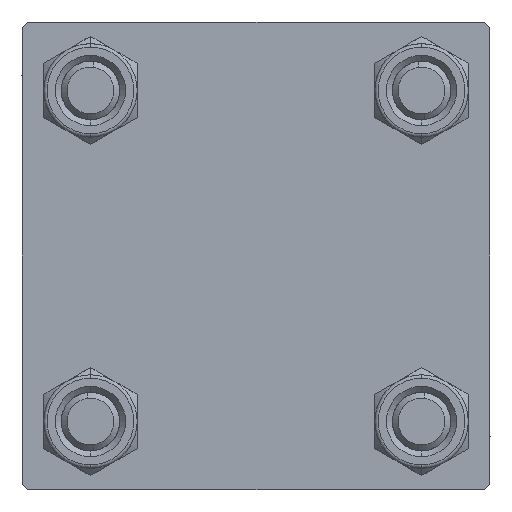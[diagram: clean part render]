
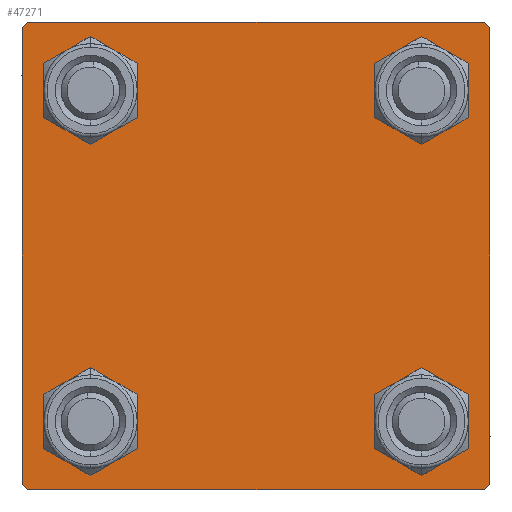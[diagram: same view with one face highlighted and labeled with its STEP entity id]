
A CAD part, left-side view. The second image highlights one B-rep face of the part: STEP entity #47271.
In plain terms, the highlighted planar face has unit normal (-1, 0, 0).
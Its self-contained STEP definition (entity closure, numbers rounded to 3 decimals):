
#870 = DIRECTION ( 'NONE',  ( 1., 0., 0. ) ) ;
#1167 = CIRCLE ( 'NONE', #6858, 3. ) ;
#1225 = VERTEX_POINT ( 'NONE', #45335 ) ;
#2665 = VERTEX_POINT ( 'NONE', #37112 ) ;
#2830 = CARTESIAN_POINT ( 'NONE',  ( 0., -14.15, 14.15 ) ) ;
#3827 = VERTEX_POINT ( 'NONE', #27303 ) ;
#3829 = LINE ( 'NONE', #19326, #37921 ) ;
#4148 = CARTESIAN_POINT ( 'NONE',  ( 0., -20., -19.5 ) ) ;
#4336 = VECTOR ( 'NONE', #39500, 1000. ) ;
#4415 = FACE_OUTER_BOUND ( 'NONE', #43818, .T. ) ;
#4621 = ORIENTED_EDGE ( 'NONE', *, *, #31757, .T. ) ;
#4864 = DIRECTION ( 'NONE',  ( 0., 0., 1. ) ) ;
#5204 = AXIS2_PLACEMENT_3D ( 'NONE', #8175, #23675, #4864 ) ;
#5235 = LINE ( 'NONE', #47654, #48982 ) ;
#5244 = LINE ( 'NONE', #47409, #16567 ) ;
#5530 = ORIENTED_EDGE ( 'NONE', *, *, #14736, .T. ) ;
#5729 = DIRECTION ( 'NONE',  ( 0., 0., 1. ) ) ;
#5834 = EDGE_CURVE ( 'NONE', #31723, #28115, #23006, .T. ) ;
#6355 = CARTESIAN_POINT ( 'NONE',  ( 0., -14.15, 17.15 ) ) ;
#6587 = DIRECTION ( 'NONE',  ( 0., 0., 1. ) ) ;
#6662 = CARTESIAN_POINT ( 'NONE',  ( 0., 14.15, 11.15 ) ) ;
#6858 = AXIS2_PLACEMENT_3D ( 'NONE', #2830, #44476, #9681 ) ;
#7289 = VERTEX_POINT ( 'NONE', #49692 ) ;
#7401 = DIRECTION ( 'NONE',  ( 1., 0., 0. ) ) ;
#7873 = EDGE_LOOP ( 'NONE', ( #40904, #13706 ) ) ;
#8053 = DIRECTION ( 'NONE',  ( 0., 0.707, -0.707 ) ) ;
#8130 = CARTESIAN_POINT ( 'NONE',  ( 0., -19.5, 20. ) ) ;
#8175 = CARTESIAN_POINT ( 'NONE',  ( 0., 14.15, 14.15 ) ) ;
#8426 = EDGE_LOOP ( 'NONE', ( #44431, #34998 ) ) ;
#8441 = VERTEX_POINT ( 'NONE', #9471 ) ;
#8628 = AXIS2_PLACEMENT_3D ( 'NONE', #24984, #870, #16366 ) ;
#8759 = VERTEX_POINT ( 'NONE', #30009 ) ;
#9108 = LINE ( 'NONE', #46968, #45747 ) ;
#9442 = ORIENTED_EDGE ( 'NONE', *, *, #10042, .T. ) ;
#9471 = CARTESIAN_POINT ( 'NONE',  ( 0., 14.15, -11.15 ) ) ;
#9681 = DIRECTION ( 'NONE',  ( 0., 0., 1. ) ) ;
#9722 = CARTESIAN_POINT ( 'NONE',  ( 0., 20., -20. ) ) ;
#10042 = EDGE_CURVE ( 'NONE', #7289, #3827, #14092, .T. ) ;
#10989 = VERTEX_POINT ( 'NONE', #26903 ) ;
#11248 = CIRCLE ( 'NONE', #48575, 3. ) ;
#11455 = EDGE_LOOP ( 'NONE', ( #9442, #11554 ) ) ;
#11526 = AXIS2_PLACEMENT_3D ( 'NONE', #45940, #34758, #27156 ) ;
#11554 = ORIENTED_EDGE ( 'NONE', *, *, #29939, .T. ) ;
#11865 = CARTESIAN_POINT ( 'NONE',  ( 0., 19.75, 19.75 ) ) ;
#12115 = LINE ( 'NONE', #11865, #40072 ) ;
#12532 = FACE_BOUND ( 'NONE', #25795, .T. ) ;
#12594 = CARTESIAN_POINT ( 'NONE',  ( 0., 14.15, 14.15 ) ) ;
#13030 = PLANE ( 'NONE',  #48146 ) ;
#13062 = VERTEX_POINT ( 'NONE', #6662 ) ;
#13114 = VERTEX_POINT ( 'NONE', #19337 ) ;
#13540 = CARTESIAN_POINT ( 'NONE',  ( 0., -14.15, 11.15 ) ) ;
#13706 = ORIENTED_EDGE ( 'NONE', *, *, #30865, .T. ) ;
#14092 = CIRCLE ( 'NONE', #11526, 3. ) ;
#14213 = EDGE_CURVE ( 'NONE', #10989, #28115, #9108, .T. ) ;
#14736 = EDGE_CURVE ( 'NONE', #31723, #2665, #12115, .T. ) ;
#15133 = EDGE_CURVE ( 'NONE', #49248, #42625, #1167, .T. ) ;
#16366 = DIRECTION ( 'NONE',  ( 0., 0., 1. ) ) ;
#16567 = VECTOR ( 'NONE', #46905, 1000. ) ;
#16914 = DIRECTION ( 'NONE',  ( 0., 0., 1. ) ) ;
#18027 = DIRECTION ( 'NONE',  ( 1., 0., 0. ) ) ;
#18632 = ORIENTED_EDGE ( 'NONE', *, *, #5834, .F. ) ;
#18897 = DIRECTION ( 'NONE',  ( 1., 0., 0. ) ) ;
#19011 = CARTESIAN_POINT ( 'NONE',  ( 0., -14.15, -14.15 ) ) ;
#19149 = DIRECTION ( 'NONE',  ( 0., 0., 1. ) ) ;
#19326 = CARTESIAN_POINT ( 'NONE',  ( 0., -19.75, -19.75 ) ) ;
#19337 = CARTESIAN_POINT ( 'NONE',  ( 0., 14.15, 17.15 ) ) ;
#19490 = CIRCLE ( 'NONE', #29252, 3. ) ;
#20152 = FACE_BOUND ( 'NONE', #8426, .T. ) ;
#20666 = FACE_BOUND ( 'NONE', #7873, .T. ) ;
#21740 = CARTESIAN_POINT ( 'NONE',  ( 0., 14.15, -14.15 ) ) ;
#22438 = AXIS2_PLACEMENT_3D ( 'NONE', #21740, #7401, #5729 ) ;
#22480 = CARTESIAN_POINT ( 'NONE',  ( 0., 19.5, 20. ) ) ;
#23006 = LINE ( 'NONE', #31106, #4336 ) ;
#23483 = LINE ( 'NONE', #45831, #38887 ) ;
#23578 = EDGE_CURVE ( 'NONE', #8441, #8759, #45953, .T. ) ;
#23675 = DIRECTION ( 'NONE',  ( 1., 0., 0. ) ) ;
#24034 = DIRECTION ( 'NONE',  ( 1., 0., 0. ) ) ;
#24434 = EDGE_CURVE ( 'NONE', #42625, #49248, #32150, .T. ) ;
#24984 = CARTESIAN_POINT ( 'NONE',  ( 0., -14.15, 14.15 ) ) ;
#25228 = DIRECTION ( 'NONE',  ( 0., -1., 0. ) ) ;
#25795 = EDGE_LOOP ( 'NONE', ( #27869, #46520 ) ) ;
#26697 = EDGE_CURVE ( 'NONE', #1225, #39548, #3829, .T. ) ;
#26903 = CARTESIAN_POINT ( 'NONE',  ( 0., -20., 19.5 ) ) ;
#27156 = DIRECTION ( 'NONE',  ( 0., 0., 1. ) ) ;
#27303 = CARTESIAN_POINT ( 'NONE',  ( 0., -14.15, -17.15 ) ) ;
#27869 = ORIENTED_EDGE ( 'NONE', *, *, #40065, .T. ) ;
#28115 = VERTEX_POINT ( 'NONE', #8130 ) ;
#28534 = FACE_BOUND ( 'NONE', #11455, .T. ) ;
#28826 = ORIENTED_EDGE ( 'NONE', *, *, #14213, .T. ) ;
#29252 = AXIS2_PLACEMENT_3D ( 'NONE', #12594, #24034, #16914 ) ;
#29939 = EDGE_CURVE ( 'NONE', #3827, #7289, #11248, .T. ) ;
#30009 = CARTESIAN_POINT ( 'NONE',  ( 0., 14.15, -17.15 ) ) ;
#30865 = EDGE_CURVE ( 'NONE', #8759, #8441, #35622, .T. ) ;
#31106 = CARTESIAN_POINT ( 'NONE',  ( 0., 20., 20. ) ) ;
#31723 = VERTEX_POINT ( 'NONE', #22480 ) ;
#31757 = EDGE_CURVE ( 'NONE', #2665, #35841, #23483, .T. ) ;
#32150 = CIRCLE ( 'NONE', #8628, 3. ) ;
#32493 = VECTOR ( 'NONE', #25228, 1000. ) ;
#32836 = LINE ( 'NONE', #9722, #32493 ) ;
#34386 = CARTESIAN_POINT ( 'NONE',  ( 0., 14.15, -14.15 ) ) ;
#34758 = DIRECTION ( 'NONE',  ( 1., 0., 0. ) ) ;
#34810 = DIRECTION ( 'NONE',  ( 0., -0.707, 0.707 ) ) ;
#34998 = ORIENTED_EDGE ( 'NONE', *, *, #15133, .T. ) ;
#35393 = DIRECTION ( 'NONE',  ( -1., 0., 0. ) ) ;
#35458 = DIRECTION ( 'NONE',  ( 0., -0.707, -0.707 ) ) ;
#35622 = CIRCLE ( 'NONE', #47786, 3. ) ;
#35632 = ORIENTED_EDGE ( 'NONE', *, *, #26697, .T. ) ;
#35841 = VERTEX_POINT ( 'NONE', #49212 ) ;
#36251 = ORIENTED_EDGE ( 'NONE', *, *, #48063, .T. ) ;
#37112 = CARTESIAN_POINT ( 'NONE',  ( 0., 20., 19.5 ) ) ;
#37921 = VECTOR ( 'NONE', #34810, 1000. ) ;
#38223 = CARTESIAN_POINT ( 'NONE',  ( 0., 19.5, -20. ) ) ;
#38446 = ORIENTED_EDGE ( 'NONE', *, *, #48879, .F. ) ;
#38887 = VECTOR ( 'NONE', #38965, 1000. ) ;
#38965 = DIRECTION ( 'NONE',  ( 0., 0., -1. ) ) ;
#39500 = DIRECTION ( 'NONE',  ( 0., -1., 0. ) ) ;
#39548 = VERTEX_POINT ( 'NONE', #4148 ) ;
#40065 = EDGE_CURVE ( 'NONE', #13114, #13062, #19490, .T. ) ;
#40072 = VECTOR ( 'NONE', #8053, 1000. ) ;
#40089 = CIRCLE ( 'NONE', #5204, 3. ) ;
#40608 = EDGE_CURVE ( 'NONE', #49845, #1225, #32836, .T. ) ;
#40904 = ORIENTED_EDGE ( 'NONE', *, *, #23578, .T. ) ;
#42625 = VERTEX_POINT ( 'NONE', #6355 ) ;
#43154 = DIRECTION ( 'NONE',  ( 0., 0.707, 0.707 ) ) ;
#43760 = DIRECTION ( 'NONE',  ( 0., 0., 1. ) ) ;
#43818 = EDGE_LOOP ( 'NONE', ( #4621, #36251, #49997, #35632, #38446, #28826, #18632, #5530 ) ) ;
#44012 = CARTESIAN_POINT ( 'NONE',  ( 0., 0., 0. ) ) ;
#44431 = ORIENTED_EDGE ( 'NONE', *, *, #24434, .T. ) ;
#44476 = DIRECTION ( 'NONE',  ( 1., 0., 0. ) ) ;
#45335 = CARTESIAN_POINT ( 'NONE',  ( 0., -19.5, -20. ) ) ;
#45747 = VECTOR ( 'NONE', #43154, 1000. ) ;
#45831 = CARTESIAN_POINT ( 'NONE',  ( 0., 20., 20. ) ) ;
#45940 = CARTESIAN_POINT ( 'NONE',  ( 0., -14.15, -14.15 ) ) ;
#45953 = CIRCLE ( 'NONE', #22438, 3. ) ;
#46520 = ORIENTED_EDGE ( 'NONE', *, *, #49354, .T. ) ;
#46905 = DIRECTION ( 'NONE',  ( 0., 0., -1. ) ) ;
#46968 = CARTESIAN_POINT ( 'NONE',  ( 0., -19.75, 19.75 ) ) ;
#47271 = ADVANCED_FACE ( 'NONE', ( #20152, #28534, #20666, #12532, #4415 ), #13030, .T. ) ;
#47409 = CARTESIAN_POINT ( 'NONE',  ( 0., -20., 20. ) ) ;
#47654 = CARTESIAN_POINT ( 'NONE',  ( 0., 19.75, -19.75 ) ) ;
#47786 = AXIS2_PLACEMENT_3D ( 'NONE', #34386, #18897, #19149 ) ;
#48063 = EDGE_CURVE ( 'NONE', #35841, #49845, #5235, .T. ) ;
#48146 = AXIS2_PLACEMENT_3D ( 'NONE', #44012, #35393, #43760 ) ;
#48575 = AXIS2_PLACEMENT_3D ( 'NONE', #19011, #18027, #6587 ) ;
#48879 = EDGE_CURVE ( 'NONE', #10989, #39548, #5244, .T. ) ;
#48982 = VECTOR ( 'NONE', #35458, 1000. ) ;
#49212 = CARTESIAN_POINT ( 'NONE',  ( 0., 20., -19.5 ) ) ;
#49248 = VERTEX_POINT ( 'NONE', #13540 ) ;
#49354 = EDGE_CURVE ( 'NONE', #13062, #13114, #40089, .T. ) ;
#49692 = CARTESIAN_POINT ( 'NONE',  ( 0., -14.15, -11.15 ) ) ;
#49845 = VERTEX_POINT ( 'NONE', #38223 ) ;
#49997 = ORIENTED_EDGE ( 'NONE', *, *, #40608, .T. ) ;
